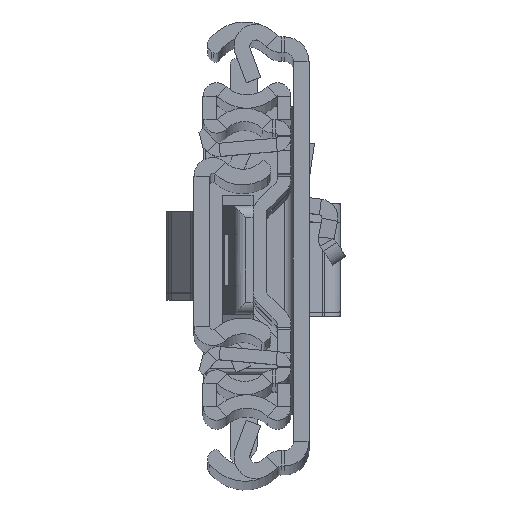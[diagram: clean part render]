
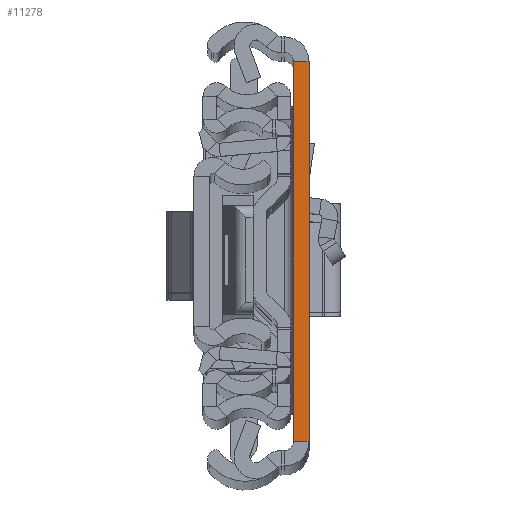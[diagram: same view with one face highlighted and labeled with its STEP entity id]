
A CAD part, top view. The second image highlights one B-rep face of the part: STEP entity #11278.
In plain terms, the highlighted planar face has unit normal (0, 0, 1).
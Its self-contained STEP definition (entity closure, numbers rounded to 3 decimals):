
#102 = DIRECTION ( 'NONE',  ( 0., 1., 0. ) ) ;
#314 = CARTESIAN_POINT ( 'NONE',  ( 2.6, 31.5, 0. ) ) ;
#987 = EDGE_CURVE ( 'NONE', #5338, #2102, #9303, .T. ) ;
#2102 = VERTEX_POINT ( 'NONE', #3772 ) ;
#2165 = CARTESIAN_POINT ( 'NONE',  ( 0., -31.5, 0. ) ) ;
#2172 = ORIENTED_EDGE ( 'NONE', *, *, #6503, .T. ) ;
#3220 = CARTESIAN_POINT ( 'NONE',  ( 2.6, -31.5, 0. ) ) ;
#3591 = CARTESIAN_POINT ( 'NONE',  ( 2.6, -31.5, 0. ) ) ;
#3772 = CARTESIAN_POINT ( 'NONE',  ( 0., 31.5, 0. ) ) ;
#3887 = FACE_OUTER_BOUND ( 'NONE', #15916, .T. ) ;
#4495 = LINE ( 'NONE', #3220, #12578 ) ;
#4696 = CARTESIAN_POINT ( 'NONE',  ( 2.6, -31.5, 0. ) ) ;
#5338 = VERTEX_POINT ( 'NONE', #2165 ) ;
#6503 = EDGE_CURVE ( 'NONE', #5338, #6603, #4495, .T. ) ;
#6515 = AXIS2_PLACEMENT_3D ( 'NONE', #3591, #18788, #9577 ) ;
#6586 = ORIENTED_EDGE ( 'NONE', *, *, #987, .F. ) ;
#6603 = VERTEX_POINT ( 'NONE', #7738 ) ;
#6911 = VECTOR ( 'NONE', #102, 1000. ) ;
#7738 = CARTESIAN_POINT ( 'NONE',  ( 2.6, -31.5, 0. ) ) ;
#8346 = EDGE_CURVE ( 'NONE', #6603, #10056, #16731, .T. ) ;
#9220 = DIRECTION ( 'NONE',  ( 1., 0., 0. ) ) ;
#9303 = LINE ( 'NONE', #17924, #18995 ) ;
#9577 = DIRECTION ( 'NONE',  ( 0., 1., 0. ) ) ;
#10056 = VERTEX_POINT ( 'NONE', #16096 ) ;
#10703 = LINE ( 'NONE', #314, #13052 ) ;
#11265 = ORIENTED_EDGE ( 'NONE', *, *, #15717, .F. ) ;
#11278 = ADVANCED_FACE ( 'NONE', ( #3887 ), #17305, .F. ) ;
#12366 = DIRECTION ( 'NONE',  ( 0., 1., 0. ) ) ;
#12578 = VECTOR ( 'NONE', #18090, 1000. ) ;
#13052 = VECTOR ( 'NONE', #9220, 1000. ) ;
#15717 = EDGE_CURVE ( 'NONE', #2102, #10056, #10703, .T. ) ;
#15916 = EDGE_LOOP ( 'NONE', ( #11265, #6586, #2172, #19003 ) ) ;
#16096 = CARTESIAN_POINT ( 'NONE',  ( 2.6, 31.5, 0. ) ) ;
#16731 = LINE ( 'NONE', #4696, #6911 ) ;
#17305 = PLANE ( 'NONE',  #6515 ) ;
#17924 = CARTESIAN_POINT ( 'NONE',  ( 0., -31.5, 0. ) ) ;
#18090 = DIRECTION ( 'NONE',  ( 1., 0., 0. ) ) ;
#18788 = DIRECTION ( 'NONE',  ( 0., 0., -1. ) ) ;
#18995 = VECTOR ( 'NONE', #12366, 1000. ) ;
#19003 = ORIENTED_EDGE ( 'NONE', *, *, #8346, .T. ) ;
